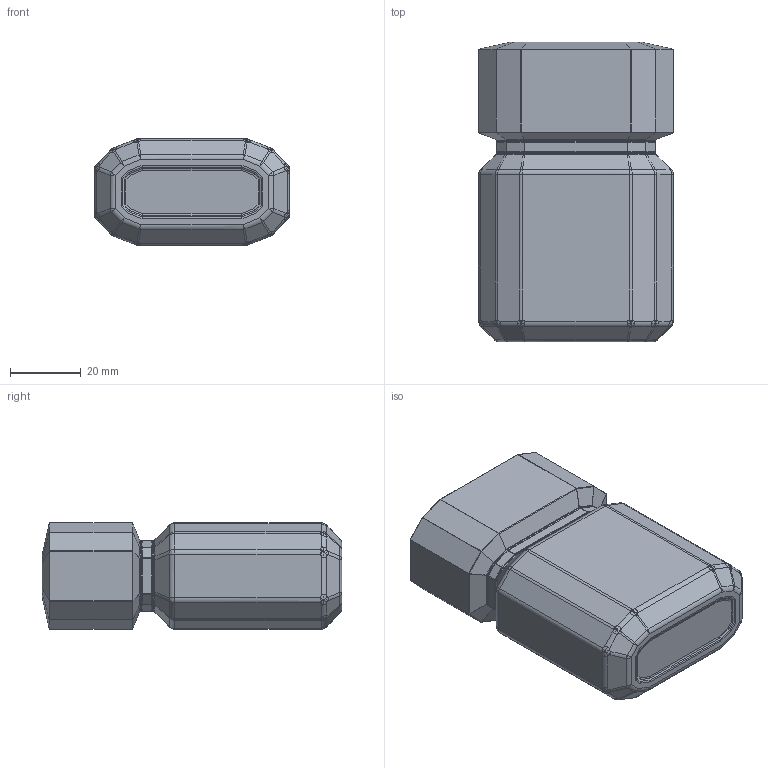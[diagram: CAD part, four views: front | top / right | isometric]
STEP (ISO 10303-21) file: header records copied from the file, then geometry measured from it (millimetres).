
FILE_DESCRIPTION(('FreeCAD Model'),'2;1');
FILE_NAME('Open CASCADE Shape Model','2025-04-27T17:09:21',('FreeCAD'),( 'FreeCAD'),'Open CASCADE STEP processor 7.6','FreeCAD','Unknown');
FILE_SCHEMA(('AUTOMOTIVE_DESIGN { 1 0 10303 214 1 1 1 1 }'));
Products named in the file (1): Open CASCADE STEP translator 7.6 1
Bounding box: 55 x 84.5 x 30 mm (x, y, z)
Volume: 67611.5 mm3; surface area: 31042.1 mm2
Topology: 6 solids, 6 shells, 858 faces, 1941 edges, 1108 vertices
Faces by surface type: bspline 858
Entity records: 36982 total; most frequent: CARTESIAN_POINT 25948, ORIENTED_EDGE 3882, EDGE_CURVE 1941, B_SPLINE_CURVE_WITH_KNOTS 1131, VERTEX_POINT 1108, FACE_BOUND 877, EDGE_LOOP 877, ADVANCED_FACE 858
